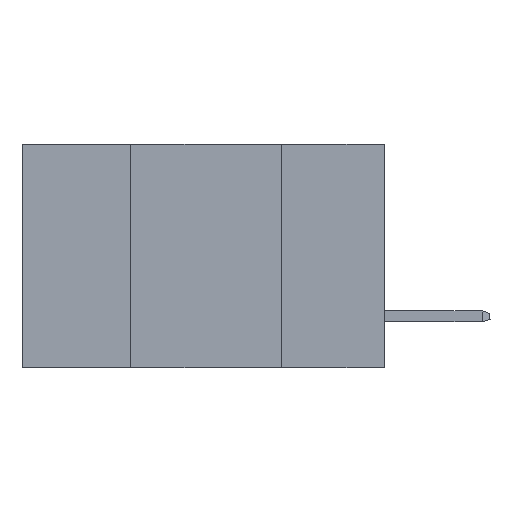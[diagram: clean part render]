
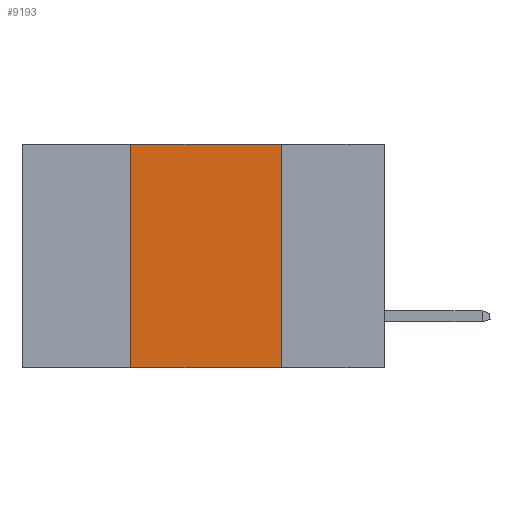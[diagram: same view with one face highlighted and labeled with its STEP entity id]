
A CAD part, left-side view. The second image highlights one B-rep face of the part: STEP entity #9193.
In plain terms, the highlighted planar face has unit normal (-1, 0, 0).
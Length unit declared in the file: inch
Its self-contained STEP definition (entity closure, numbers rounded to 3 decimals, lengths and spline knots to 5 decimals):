
#151 = LINE ( 'NONE', #3221, #4695 ) ;
#836 = LINE ( 'NONE', #11180, #10035 ) ;
#996 = LINE ( 'NONE', #6648, #5696 ) ;
#2103 = VERTEX_POINT ( 'NONE', #4558 ) ;
#2115 = CARTESIAN_POINT ( 'NONE',  ( 0., 0.6, 0. ) ) ;
#2166 = FACE_OUTER_BOUND ( 'NONE', #11116, .T. ) ;
#2914 = EDGE_CURVE ( 'NONE', #7115, #2103, #836, .T. ) ;
#3043 = DIRECTION ( 'NONE',  ( 1., 0., 0. ) ) ;
#3204 = LINE ( 'NONE', #8336, #10449 ) ;
#3221 = CARTESIAN_POINT ( 'NONE',  ( 0., 0.17, 0. ) ) ;
#4558 = CARTESIAN_POINT ( 'NONE',  ( 0., 0.17, -0.37 ) ) ;
#4609 = CARTESIAN_POINT ( 'NONE',  ( 0., 0.42, 0. ) ) ;
#4695 = VECTOR ( 'NONE', #10594, 39.37008 ) ;
#5001 = ORIENTED_EDGE ( 'NONE', *, *, #7702, .F. ) ;
#5696 = VECTOR ( 'NONE', #6767, 39.37008 ) ;
#6088 = CARTESIAN_POINT ( 'NONE',  ( 0., 0.42, -0.37 ) ) ;
#6375 = VERTEX_POINT ( 'NONE', #8668 ) ;
#6648 = CARTESIAN_POINT ( 'NONE',  ( 0., 0.6, 0. ) ) ;
#6672 = VERTEX_POINT ( 'NONE', #4609 ) ;
#6734 = AXIS2_PLACEMENT_3D ( 'NONE', #2115, #3043, #10332 ) ;
#6767 = DIRECTION ( 'NONE',  ( 0., -1., 0. ) ) ;
#6839 = ORIENTED_EDGE ( 'NONE', *, *, #2914, .T. ) ;
#7115 = VERTEX_POINT ( 'NONE', #6088 ) ;
#7538 = DIRECTION ( 'NONE',  ( 0., 0., 1. ) ) ;
#7702 = EDGE_CURVE ( 'NONE', #7115, #6672, #3204, .T. ) ;
#8336 = CARTESIAN_POINT ( 'NONE',  ( 0., 0.42, 0. ) ) ;
#8470 = PLANE ( 'NONE',  #6734 ) ;
#8668 = CARTESIAN_POINT ( 'NONE',  ( 0., 0.17, 0. ) ) ;
#9063 = ORIENTED_EDGE ( 'NONE', *, *, #10777, .F. ) ;
#9193 = ADVANCED_FACE ( 'NONE', ( #2166 ), #8470, .F. ) ;
#9284 = DIRECTION ( 'NONE',  ( 0., -1., 0. ) ) ;
#10035 = VECTOR ( 'NONE', #9284, 39.37008 ) ;
#10332 = DIRECTION ( 'NONE',  ( 0., 0., -1. ) ) ;
#10449 = VECTOR ( 'NONE', #7538, 39.37008 ) ;
#10492 = ORIENTED_EDGE ( 'NONE', *, *, #10877, .F. ) ;
#10594 = DIRECTION ( 'NONE',  ( 0., 0., -1. ) ) ;
#10777 = EDGE_CURVE ( 'NONE', #6672, #6375, #996, .T. ) ;
#10877 = EDGE_CURVE ( 'NONE', #6375, #2103, #151, .T. ) ;
#11116 = EDGE_LOOP ( 'NONE', ( #10492, #9063, #5001, #6839 ) ) ;
#11180 = CARTESIAN_POINT ( 'NONE',  ( 0., 0.6, -0.37 ) ) ;
